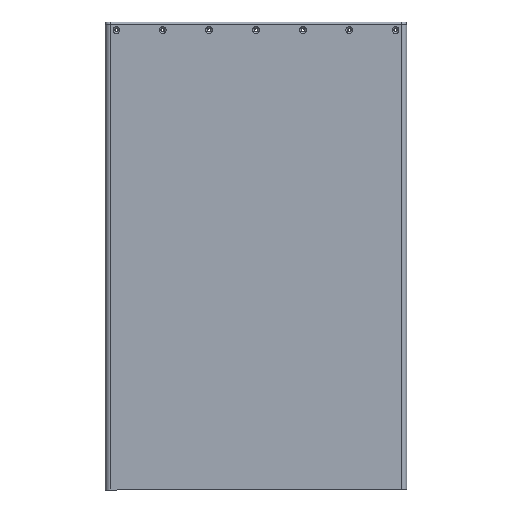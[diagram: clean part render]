
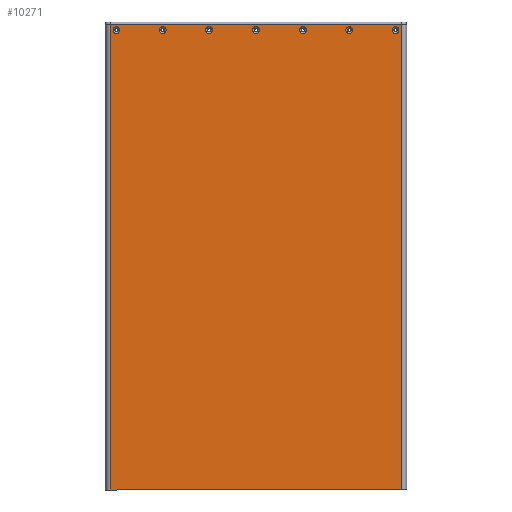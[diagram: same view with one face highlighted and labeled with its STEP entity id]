
A CAD part, front view. The second image highlights one B-rep face of the part: STEP entity #10271.
In plain terms, the highlighted planar face has unit normal (0, -1, 0).
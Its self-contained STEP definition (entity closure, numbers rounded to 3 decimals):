
#786=FACE_BOUND('',#1574,.T.);
#787=FACE_BOUND('',#1575,.T.);
#788=FACE_BOUND('',#1576,.T.);
#789=FACE_BOUND('',#1577,.T.);
#790=FACE_BOUND('',#1578,.T.);
#791=FACE_BOUND('',#1579,.T.);
#792=FACE_BOUND('',#1580,.T.);
#879=PLANE('',#10903);
#980=FACE_OUTER_BOUND('',#1573,.T.);
#1573=EDGE_LOOP('',(#6644,#6645,#6646,#6647));
#1574=EDGE_LOOP('',(#6648));
#1575=EDGE_LOOP('',(#6649));
#1576=EDGE_LOOP('',(#6650));
#1577=EDGE_LOOP('',(#6651));
#1578=EDGE_LOOP('',(#6652));
#1579=EDGE_LOOP('',(#6653));
#1580=EDGE_LOOP('',(#6654));
#2236=LINE('',#14227,#2875);
#2237=LINE('',#14233,#2876);
#2238=LINE('',#14234,#2877);
#2239=LINE('',#14235,#2878);
#2875=VECTOR('',#11845,10.);
#2876=VECTOR('',#11852,10.);
#2877=VECTOR('',#11853,10.);
#2878=VECTOR('',#11854,10.);
#3533=CIRCLE('',#10904,2.891);
#3534=CIRCLE('',#10905,2.891);
#3535=CIRCLE('',#10906,2.891);
#3536=CIRCLE('',#10907,2.891);
#3537=CIRCLE('',#10908,2.891);
#3538=CIRCLE('',#10909,2.891);
#3539=CIRCLE('',#10910,2.891);
#3891=VERTEX_POINT('',#14225);
#3892=VERTEX_POINT('',#14226);
#3893=VERTEX_POINT('',#14231);
#3894=VERTEX_POINT('',#14232);
#3895=VERTEX_POINT('',#14236);
#3896=VERTEX_POINT('',#14238);
#3897=VERTEX_POINT('',#14240);
#3898=VERTEX_POINT('',#14242);
#3899=VERTEX_POINT('',#14244);
#3900=VERTEX_POINT('',#14246);
#3901=VERTEX_POINT('',#14248);
#4987=EDGE_CURVE('',#3891,#3892,#2236,.T.);
#4990=EDGE_CURVE('',#3893,#3894,#2237,.T.);
#4991=EDGE_CURVE('',#3892,#3893,#2238,.T.);
#4992=EDGE_CURVE('',#3894,#3891,#2239,.T.);
#4993=EDGE_CURVE('',#3895,#3895,#3533,.T.);
#4994=EDGE_CURVE('',#3896,#3896,#3534,.T.);
#4995=EDGE_CURVE('',#3897,#3897,#3535,.T.);
#4996=EDGE_CURVE('',#3898,#3898,#3536,.T.);
#4997=EDGE_CURVE('',#3899,#3899,#3537,.T.);
#4998=EDGE_CURVE('',#3900,#3900,#3538,.T.);
#4999=EDGE_CURVE('',#3901,#3901,#3539,.T.);
#6644=ORIENTED_EDGE('',*,*,#4990,.F.);
#6645=ORIENTED_EDGE('',*,*,#4991,.F.);
#6646=ORIENTED_EDGE('',*,*,#4987,.F.);
#6647=ORIENTED_EDGE('',*,*,#4992,.F.);
#6648=ORIENTED_EDGE('',*,*,#4993,.F.);
#6649=ORIENTED_EDGE('',*,*,#4994,.F.);
#6650=ORIENTED_EDGE('',*,*,#4995,.F.);
#6651=ORIENTED_EDGE('',*,*,#4996,.F.);
#6652=ORIENTED_EDGE('',*,*,#4997,.F.);
#6653=ORIENTED_EDGE('',*,*,#4998,.F.);
#6654=ORIENTED_EDGE('',*,*,#4999,.F.);
#10271=ADVANCED_FACE('',(#980,#786,#787,#788,#789,#790,#791,#792),#879,
 .F.);
#10903=AXIS2_PLACEMENT_3D('',#14230,#11850,#11851);
#10904=AXIS2_PLACEMENT_3D('',#14237,#11855,#11856);
#10905=AXIS2_PLACEMENT_3D('',#14239,#11857,#11858);
#10906=AXIS2_PLACEMENT_3D('',#14241,#11859,#11860);
#10907=AXIS2_PLACEMENT_3D('',#14243,#11861,#11862);
#10908=AXIS2_PLACEMENT_3D('',#14245,#11863,#11864);
#10909=AXIS2_PLACEMENT_3D('',#14247,#11865,#11866);
#10910=AXIS2_PLACEMENT_3D('',#14249,#11867,#11868);
#11845=DIRECTION('',(0.,0.,1.));
#11850=DIRECTION('center_axis',(0.,1.,0.));
#11851=DIRECTION('ref_axis',(1.,0.,0.));
#11852=DIRECTION('',(0.,0.,-1.));
#11853=DIRECTION('',(1.,0.,0.));
#11854=DIRECTION('',(-1.,0.,0.));
#11855=DIRECTION('center_axis',(0.,-1.,0.));
#11856=DIRECTION('ref_axis',(1.,0.,0.));
#11857=DIRECTION('center_axis',(0.,-1.,0.));
#11858=DIRECTION('ref_axis',(1.,0.,0.));
#11859=DIRECTION('center_axis',(0.,-1.,0.));
#11860=DIRECTION('ref_axis',(1.,0.,0.));
#11861=DIRECTION('center_axis',(0.,-1.,0.));
#11862=DIRECTION('ref_axis',(1.,0.,0.));
#11863=DIRECTION('center_axis',(0.,-1.,0.));
#11864=DIRECTION('ref_axis',(1.,0.,0.));
#11865=DIRECTION('center_axis',(0.,-1.,0.));
#11866=DIRECTION('ref_axis',(1.,0.,0.));
#11867=DIRECTION('center_axis',(0.,-1.,0.));
#11868=DIRECTION('ref_axis',(1.,0.,0.));
#14225=CARTESIAN_POINT('',(316.45,-3.667,-276.229));
#14226=CARTESIAN_POINT('',(316.45,-3.667,125.271));
#14227=CARTESIAN_POINT('',(316.45,-3.667,125.271));
#14230=CARTESIAN_POINT('Origin',(317.45,-3.667,73.271));
#14231=CARTESIAN_POINT('',(568.15,-3.667,125.271));
#14232=CARTESIAN_POINT('',(568.15,-3.667,-276.229));
#14233=CARTESIAN_POINT('',(568.15,-3.667,73.271));
#14234=CARTESIAN_POINT('',(379.85,-3.667,125.271));
#14235=CARTESIAN_POINT('',(379.85,-3.667,-276.229));
#14236=CARTESIAN_POINT('',(398.909,-3.667,120.771));
#14237=CARTESIAN_POINT('Origin',(401.8,-3.667,120.771));
#14238=CARTESIAN_POINT('',(358.909,-3.667,120.771));
#14239=CARTESIAN_POINT('Origin',(361.8,-3.667,120.771));
#14240=CARTESIAN_POINT('',(318.909,-3.667,120.771));
#14241=CARTESIAN_POINT('Origin',(321.8,-3.667,120.771));
#14242=CARTESIAN_POINT('',(439.409,-3.667,120.771));
#14243=CARTESIAN_POINT('Origin',(442.3,-3.667,120.771));
#14244=CARTESIAN_POINT('',(559.909,-3.667,120.771));
#14245=CARTESIAN_POINT('Origin',(562.8,-3.667,120.771));
#14246=CARTESIAN_POINT('',(519.909,-3.667,120.771));
#14247=CARTESIAN_POINT('Origin',(522.8,-3.667,120.771));
#14248=CARTESIAN_POINT('',(479.909,-3.667,120.771));
#14249=CARTESIAN_POINT('Origin',(482.8,-3.667,120.771));
